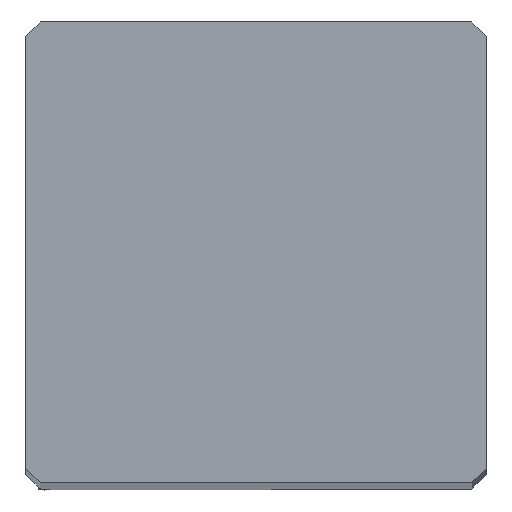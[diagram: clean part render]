
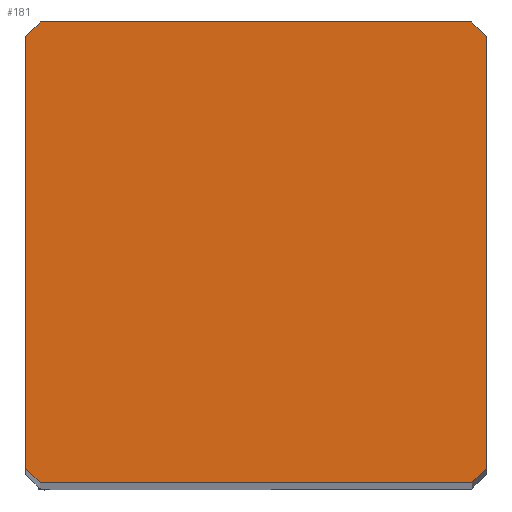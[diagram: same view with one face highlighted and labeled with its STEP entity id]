
A CAD part, top view. The second image highlights one B-rep face of the part: STEP entity #181.
In plain terms, the highlighted planar face has unit normal (0, 0, 1).
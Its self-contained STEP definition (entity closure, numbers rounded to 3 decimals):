
#90=FACE_OUTER_BOUND('',#286,.T.);
#181=ADVANCED_FACE('',(#90),#248,.T.);
#248=PLANE('',#1420);
#286=EDGE_LOOP('',(#479,#480,#481,#482,#483,#484,#485,#486));
#479=ORIENTED_EDGE('',*,*,#986,.F.);
#480=ORIENTED_EDGE('',*,*,#987,.T.);
#481=ORIENTED_EDGE('',*,*,#939,.T.);
#482=ORIENTED_EDGE('',*,*,#988,.T.);
#483=ORIENTED_EDGE('',*,*,#985,.F.);
#484=ORIENTED_EDGE('',*,*,#989,.T.);
#485=ORIENTED_EDGE('',*,*,#990,.T.);
#486=ORIENTED_EDGE('',*,*,#991,.T.);
#809=VERTEX_POINT('',#1948);
#810=VERTEX_POINT('',#1950);
#848=VERTEX_POINT('',#2077);
#849=VERTEX_POINT('',#2080);
#850=VERTEX_POINT('',#2084);
#851=VERTEX_POINT('',#2085);
#852=VERTEX_POINT('',#2089);
#853=VERTEX_POINT('',#2091);
#939=EDGE_CURVE('',#810,#809,#1132,.T.);
#985=EDGE_CURVE('',#849,#848,#1161,.T.);
#986=EDGE_CURVE('',#850,#851,#1162,.T.);
#987=EDGE_CURVE('',#850,#810,#1163,.T.);
#988=EDGE_CURVE('',#809,#848,#1164,.T.);
#989=EDGE_CURVE('',#849,#852,#1165,.T.);
#990=EDGE_CURVE('',#852,#853,#1166,.T.);
#991=EDGE_CURVE('',#853,#851,#1167,.T.);
#1132=LINE('',#1949,#1230);
#1161=LINE('',#2081,#1259);
#1162=LINE('',#2083,#1260);
#1163=LINE('',#2086,#1261);
#1164=LINE('',#2087,#1262);
#1165=LINE('',#2088,#1263);
#1166=LINE('',#2090,#1264);
#1167=LINE('',#2092,#1265);
#1230=VECTOR('',#1560,1.);
#1259=VECTOR('',#1629,1.);
#1260=VECTOR('',#1632,1.);
#1261=VECTOR('',#1633,1.);
#1262=VECTOR('',#1634,1.);
#1263=VECTOR('',#1635,1.);
#1264=VECTOR('',#1636,1.);
#1265=VECTOR('',#1637,1.);
#1420=AXIS2_PLACEMENT_3D('',#2093,#1638,#1639);
#1560=DIRECTION('',(1.,0.,0.));
#1629=DIRECTION('',(0.,-1.,0.));
#1632=DIRECTION('',(0.,1.,0.));
#1633=DIRECTION('',(0.707,-0.707,0.));
#1634=DIRECTION('',(0.707,0.707,0.));
#1635=DIRECTION('',(-0.707,0.707,0.));
#1636=DIRECTION('',(-1.,0.,0.));
#1637=DIRECTION('',(-0.707,-0.707,0.));
#1638=DIRECTION('',(0.,0.,1.));
#1639=DIRECTION('',(1.,0.,0.));
#1948=CARTESIAN_POINT('',(-0.5,0.,0.));
#1949=CARTESIAN_POINT('',(-15.5,0.,0.));
#1950=CARTESIAN_POINT('',(-15.5,0.,0.));
#2077=CARTESIAN_POINT('',(0.,0.5,0.));
#2080=CARTESIAN_POINT('',(0.,15.5,0.));
#2081=CARTESIAN_POINT('',(0.,15.5,0.));
#2083=CARTESIAN_POINT('',(-16.,0.5,0.));
#2084=CARTESIAN_POINT('',(-16.,0.5,0.));
#2085=CARTESIAN_POINT('',(-16.,15.5,0.));
#2086=CARTESIAN_POINT('',(-16.,0.5,0.));
#2087=CARTESIAN_POINT('',(-0.5,0.,0.));
#2088=CARTESIAN_POINT('',(0.,15.5,0.));
#2089=CARTESIAN_POINT('',(-0.5,16.,0.));
#2090=CARTESIAN_POINT('',(-0.5,16.,0.));
#2091=CARTESIAN_POINT('',(-15.5,16.,0.));
#2092=CARTESIAN_POINT('',(-15.5,16.,0.));
#2093=CARTESIAN_POINT('',(-8.,8.,0.));
